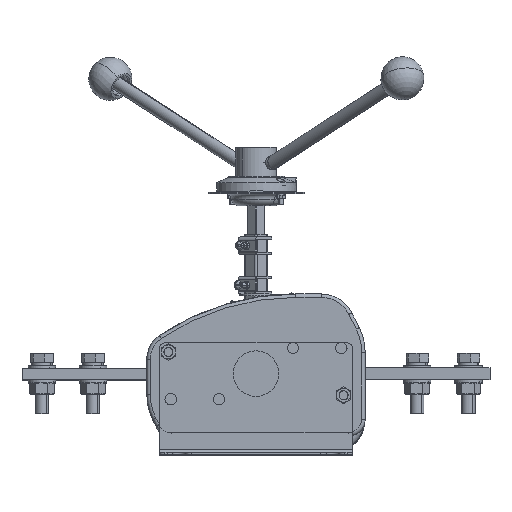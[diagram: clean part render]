
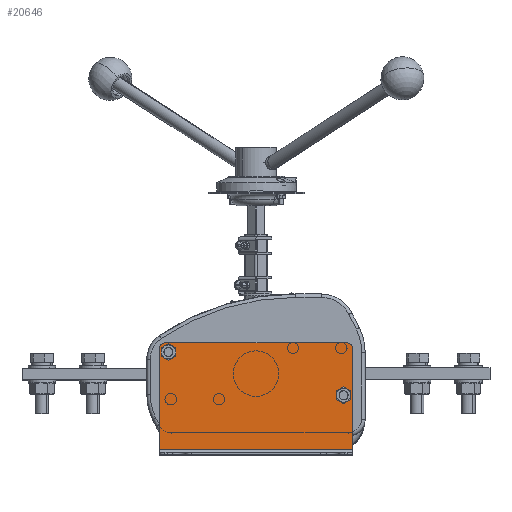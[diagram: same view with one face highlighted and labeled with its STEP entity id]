
A CAD part, top view. The second image highlights one B-rep face of the part: STEP entity #20646.
In plain terms, the highlighted planar face has unit normal (0, 0, 1).
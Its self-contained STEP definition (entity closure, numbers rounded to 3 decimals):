
#12036 = EDGE_CURVE ( 'NONE', #12213, #12303, #37739, .T. ) ;
#12213 = VERTEX_POINT ( 'NONE', #38462 ) ;
#12303 = VERTEX_POINT ( 'NONE', #38828 ) ;
#20641 = ORIENTED_EDGE ( 'NONE', *, *, #20708, .F. ) ;
#20643 = ORIENTED_EDGE ( 'NONE', *, *, #20861, .F. ) ;
#20646 = ADVANCED_FACE ( 'NONE', ( #25735, #25720, #25780 ), #25733, .T. ) ;
#20648 = EDGE_LOOP ( 'NONE', ( #20641, #20707 ) ) ;
#20650 = ORIENTED_EDGE ( 'NONE', *, *, #21120, .F. ) ;
#20684 = EDGE_LOOP ( 'NONE', ( #20650, #21253, #21258, #21366, #21401, #21464 ) ) ;
#20707 = ORIENTED_EDGE ( 'NONE', *, *, #20788, .F. ) ;
#20708 = EDGE_CURVE ( 'NONE', #20709, #20710, #25793, .T. ) ;
#20709 = VERTEX_POINT ( 'NONE', #25788 ) ;
#20710 = VERTEX_POINT ( 'NONE', #25796 ) ;
#20716 = EDGE_CURVE ( 'NONE', #20719, #20728, #25792, .T. ) ;
#20719 = VERTEX_POINT ( 'NONE', #25786 ) ;
#20728 = VERTEX_POINT ( 'NONE', #25837 ) ;
#20737 = VERTEX_POINT ( 'NONE', #25838 ) ;
#20738 = EDGE_CURVE ( 'NONE', #20737, #20769, #25821, .T. ) ;
#20767 = EDGE_CURVE ( 'NONE', #20769, #12213, #25843, .T. ) ;
#20769 = VERTEX_POINT ( 'NONE', #25895 ) ;
#20788 = EDGE_CURVE ( 'NONE', #20710, #20709, #25882, .T. ) ;
#20861 = EDGE_CURVE ( 'NONE', #20975, #21053, #25969, .T. ) ;
#20866 = ORIENTED_EDGE ( 'NONE', *, *, #21006, .F. ) ;
#20898 = EDGE_LOOP ( 'NONE', ( #20866, #20643 ) ) ;
#20975 = VERTEX_POINT ( 'NONE', #26196 ) ;
#21006 = EDGE_CURVE ( 'NONE', #21053, #20975, #26199, .T. ) ;
#21053 = VERTEX_POINT ( 'NONE', #26276 ) ;
#21120 = EDGE_CURVE ( 'NONE', #20719, #12303, #25658, .T. ) ;
#21253 = ORIENTED_EDGE ( 'NONE', *, *, #20716, .T. ) ;
#21258 = ORIENTED_EDGE ( 'NONE', *, *, #21399, .F. ) ;
#21366 = ORIENTED_EDGE ( 'NONE', *, *, #20738, .T. ) ;
#21399 = EDGE_CURVE ( 'NONE', #20737, #20728, #26751, .T. ) ;
#21401 = ORIENTED_EDGE ( 'NONE', *, *, #20767, .T. ) ;
#21464 = ORIENTED_EDGE ( 'NONE', *, *, #12036, .T. ) ;
#25656 = DIRECTION ( 'NONE',  ( 0., -1., 0. ) ) ;
#25657 = CARTESIAN_POINT ( 'NONE',  ( 85., 27., 166.7 ) ) ;
#25658 = LINE ( 'NONE', #25657, #25665 ) ;
#25665 = VECTOR ( 'NONE', #25656, 1000. ) ;
#25720 = FACE_BOUND ( 'NONE', #20898, .T. ) ;
#25733 = PLANE ( 'NONE',  #25774 ) ;
#25735 = FACE_BOUND ( 'NONE', #20648, .T. ) ;
#25767 = DIRECTION ( 'NONE',  ( 0., 1., 0. ) ) ;
#25768 = DIRECTION ( 'NONE',  ( 0., 0., 1. ) ) ;
#25774 = AXIS2_PLACEMENT_3D ( 'NONE', #25779, #25768, #25767 ) ;
#25779 = CARTESIAN_POINT ( 'NONE',  ( -85., 27., 166.7 ) ) ;
#25780 = FACE_OUTER_BOUND ( 'NONE', #20684, .T. ) ;
#25783 = DIRECTION ( 'NONE',  ( 0., -1., 0. ) ) ;
#25784 = DIRECTION ( 'NONE',  ( 0., 0., 1. ) ) ;
#25785 = CARTESIAN_POINT ( 'NONE',  ( 77., -19., 166.7 ) ) ;
#25786 = CARTESIAN_POINT ( 'NONE',  ( 85., 22., 166.7 ) ) ;
#25787 = AXIS2_PLACEMENT_3D ( 'NONE', #25836, #25835, #25834 ) ;
#25788 = CARTESIAN_POINT ( 'NONE',  ( 77., -23.25, 166.7 ) ) ;
#25792 = CIRCLE ( 'NONE', #25787, 5. ) ;
#25793 = CIRCLE ( 'NONE', #25799, 4.25 ) ;
#25796 = CARTESIAN_POINT ( 'NONE',  ( 77., -14.75, 166.7 ) ) ;
#25799 = AXIS2_PLACEMENT_3D ( 'NONE', #25785, #25784, #25783 ) ;
#25806 = DIRECTION ( 'NONE',  ( 0., 1., 0. ) ) ;
#25807 = DIRECTION ( 'NONE',  ( 0., 0., 1. ) ) ;
#25808 = CARTESIAN_POINT ( 'NONE',  ( -80., 22., 166.7 ) ) ;
#25814 = AXIS2_PLACEMENT_3D ( 'NONE', #25808, #25807, #25806 ) ;
#25821 = CIRCLE ( 'NONE', #25814, 5. ) ;
#25834 = DIRECTION ( 'NONE',  ( 0., 1., 0. ) ) ;
#25835 = DIRECTION ( 'NONE',  ( 0., 0., 1. ) ) ;
#25836 = CARTESIAN_POINT ( 'NONE',  ( 80., 22., 166.7 ) ) ;
#25837 = CARTESIAN_POINT ( 'NONE',  ( 80., 27., 166.7 ) ) ;
#25838 = CARTESIAN_POINT ( 'NONE',  ( -80., 27., 166.7 ) ) ;
#25841 = CARTESIAN_POINT ( 'NONE',  ( 77., -19., 166.7 ) ) ;
#25842 = CARTESIAN_POINT ( 'NONE',  ( -85., 27., 166.7 ) ) ;
#25843 = LINE ( 'NONE', #25842, #25893 ) ;
#25876 = DIRECTION ( 'NONE',  ( 0., -1., 0. ) ) ;
#25877 = AXIS2_PLACEMENT_3D ( 'NONE', #25841, #25883, #25876 ) ;
#25882 = CIRCLE ( 'NONE', #25877, 4.25 ) ;
#25883 = DIRECTION ( 'NONE',  ( 0., 0., 1. ) ) ;
#25892 = DIRECTION ( 'NONE',  ( 0., -1., 0. ) ) ;
#25893 = VECTOR ( 'NONE', #25892, 1000. ) ;
#25895 = CARTESIAN_POINT ( 'NONE',  ( -85., 22., 166.7 ) ) ;
#25962 = DIRECTION ( 'NONE',  ( 0., 1., 0. ) ) ;
#25963 = DIRECTION ( 'NONE',  ( 0., 0., 1. ) ) ;
#25964 = CARTESIAN_POINT ( 'NONE',  ( -77., 19., 166.7 ) ) ;
#25965 = AXIS2_PLACEMENT_3D ( 'NONE', #25964, #25963, #25962 ) ;
#25969 = CIRCLE ( 'NONE', #25965, 4.25 ) ;
#26181 = DIRECTION ( 'NONE',  ( 0., 0., 1. ) ) ;
#26196 = CARTESIAN_POINT ( 'NONE',  ( -77., 14.75, 166.7 ) ) ;
#26198 = DIRECTION ( 'NONE',  ( 0., 1., 0. ) ) ;
#26199 = CIRCLE ( 'NONE', #26204, 4.25 ) ;
#26204 = AXIS2_PLACEMENT_3D ( 'NONE', #26221, #26181, #26198 ) ;
#26221 = CARTESIAN_POINT ( 'NONE',  ( -77., 19., 166.7 ) ) ;
#26276 = CARTESIAN_POINT ( 'NONE',  ( -77., 23.25, 166.7 ) ) ;
#26748 = DIRECTION ( 'NONE',  ( 1., 0., 0. ) ) ;
#26749 = VECTOR ( 'NONE', #26748, 1000. ) ;
#26750 = CARTESIAN_POINT ( 'NONE',  ( -85., 27., 166.7 ) ) ;
#26751 = LINE ( 'NONE', #26750, #26749 ) ;
#37738 = CARTESIAN_POINT ( 'NONE',  ( -85., -67., 166.7 ) ) ;
#37739 = LINE ( 'NONE', #37738, #37862 ) ;
#37860 = DIRECTION ( 'NONE',  ( 1., 0., 0. ) ) ;
#37862 = VECTOR ( 'NONE', #37860, 1000. ) ;
#38462 = CARTESIAN_POINT ( 'NONE',  ( -85., -67., 166.7 ) ) ;
#38828 = CARTESIAN_POINT ( 'NONE',  ( 85., -67., 166.7 ) ) ;
